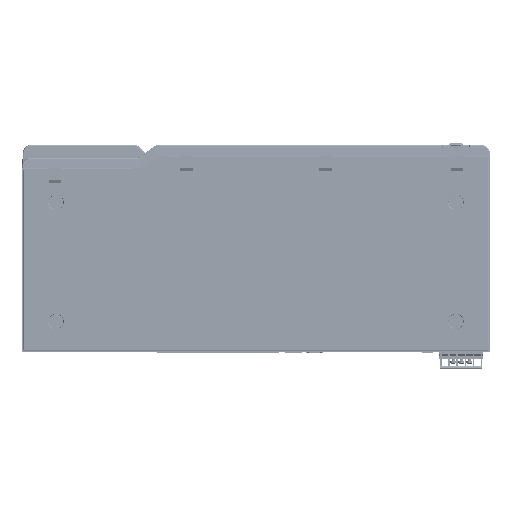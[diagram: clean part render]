
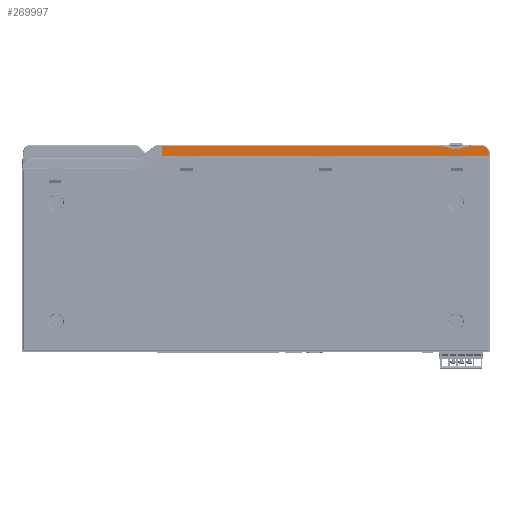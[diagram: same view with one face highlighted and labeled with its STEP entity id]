
A CAD part, front view. The second image highlights one B-rep face of the part: STEP entity #269997.
In plain terms, the highlighted planar face has unit normal (0, -0.999, 0.052).
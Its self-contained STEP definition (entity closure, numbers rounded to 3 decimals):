
#248644=DIRECTION('',(-1.,0.,0.));
#248645=VECTOR('',#248644,307.668);
#248646=CARTESIAN_POINT('',(219.001,0.,
185.));
#248647=LINE('',#248646,#248645);
#248654=CARTESIAN_POINT('',(219.001,0.,
185.));
#251089=DIRECTION('',(1.,0.,0.));
#251090=VECTOR('',#251089,4.967);
#251091=CARTESIAN_POINT('',(195.915,0.409,
192.81));
#251092=LINE('',#251091,#251090);
#251109=DIRECTION('',(-0.01,-0.052,
-0.999));
#251110=VECTOR('',#251109,1.243);
#251111=CARTESIAN_POINT('',(200.895,0.474,
194.052));
#251112=LINE('',#251111,#251110);
#251183=DIRECTION('',(-0.01,0.052,0.999));
#251184=VECTOR('',#251183,1.243);
#251185=CARTESIAN_POINT('',(175.118,0.409,
192.812));
#251186=LINE('',#251185,#251184);
#251199=DIRECTION('',(1.,0.,0.));
#251200=VECTOR('',#251199,4.967);
#251201=CARTESIAN_POINT('',(175.118,0.409,
192.812));
#251202=LINE('',#251201,#251200);
#251476=CARTESIAN_POINT('',(211.88,0.108,
187.058));
#251477=DIRECTION('',(0.,-0.999,0.052));
#251478=DIRECTION('',(0.999,0.003,0.051));
#251479=AXIS2_PLACEMENT_3D('',#251476,#251477,#251478);
#251481=DIRECTION('',(-0.052,0.052,0.997));
#251482=VECTOR('',#251481,2.423);
#251483=CARTESIAN_POINT('',(219.001,0.,
185.));
#251484=LINE('',#251483,#251482);
#251485=CARTESIAN_POINT('',(180.085,0.315,
191.015));
#251486=DIRECTION('',(0.,-0.999,0.052));
#251487=DIRECTION('',(0.389,0.048,0.92));
#251488=AXIS2_PLACEMENT_3D('',#251485,#251486,#251487);
#251490=CARTESIAN_POINT('',(195.216,0.402,
192.669));
#251491=CARTESIAN_POINT('',(192.941,0.352,
191.71));
#251492=CARTESIAN_POINT('',(188.,0.299,
190.711));
#251493=CARTESIAN_POINT('',(183.059,0.352,
191.71));
#251494=CARTESIAN_POINT('',(180.784,0.402,
192.669));
#251496=CARTESIAN_POINT('',(195.915,0.315,
191.015));
#251497=DIRECTION('',(0.,-0.999,0.052));
#251498=DIRECTION('',(0.,0.052,0.999));
#251499=AXIS2_PLACEMENT_3D('',#251496,#251497,#251498);
#251501=DIRECTION('',(1.,0.,0.));
#251502=VECTOR('',#251501,10.991);
#251503=CARTESIAN_POINT('',(200.895,0.474,
194.052));
#251504=LINE('',#251503,#251502);
#255380=DIRECTION('',(0.,0.052,0.999));
#255381=VECTOR('',#255380,9.065);
#255382=CARTESIAN_POINT('',(-88.667,0.,
185.));
#255383=LINE('',#255382,#255381);
#256465=DIRECTION('',(1.,0.,0.));
#256466=VECTOR('',#256465,263.772);
#256467=CARTESIAN_POINT('',(-88.667,0.474,
194.052));
#256468=LINE('',#256467,#256466);
#263435=VERTEX_POINT('',#248654);
#263485=CARTESIAN_POINT('',(-88.667,0.,
185.));
#263486=VERTEX_POINT('',#263485);
#263543=CARTESIAN_POINT('',(218.875,0.127,
187.417));
#263544=VERTEX_POINT('',#263543);
#263605=CARTESIAN_POINT('',(-88.667,0.474,
194.052));
#263606=VERTEX_POINT('',#263605);
#263683=CARTESIAN_POINT('',(211.888,0.474,
194.053));
#263684=VERTEX_POINT('',#263683);
#263685=CARTESIAN_POINT('',(175.105,0.474,
194.052));
#263686=VERTEX_POINT('',#263685);
#263687=CARTESIAN_POINT('',(195.915,0.409,
192.81));
#263688=CARTESIAN_POINT('',(200.882,0.409,
192.812));
#263689=VERTEX_POINT('',#263687);
#263690=VERTEX_POINT('',#263688);
#263764=CARTESIAN_POINT('',(200.895,0.474,
194.052));
#263765=VERTEX_POINT('',#263764);
#263766=CARTESIAN_POINT('',(175.118,0.409,
192.812));
#263767=VERTEX_POINT('',#263766);
#263769=CARTESIAN_POINT('',(195.216,0.402,
192.669));
#263770=VERTEX_POINT('',#263769);
#263871=CARTESIAN_POINT('',(180.085,0.409,
192.81));
#263872=VERTEX_POINT('',#263871);
#263876=VERTEX_POINT('',#251494);
#269972=CARTESIAN_POINT('',(220.,0.,185.));
#269973=DIRECTION('',(0.,0.999,-0.052));
#269974=DIRECTION('',(1.,0.,0.));
#269975=AXIS2_PLACEMENT_3D('',#269972,#269973,#269974);
#269976=PLANE('',#269975);
#269977=ORIENTED_EDGE('',*,*,#269290,.T.);
#269978=ORIENTED_EDGE('',*,*,#269306,.F.);
#269980=ORIENTED_EDGE('',*,*,#269979,.T.);
#269982=ORIENTED_EDGE('',*,*,#269981,.F.);
#269984=ORIENTED_EDGE('',*,*,#269983,.F.);
#269985=ORIENTED_EDGE('',*,*,#267446,.T.);
#269987=ORIENTED_EDGE('',*,*,#269986,.T.);
#269989=ORIENTED_EDGE('',*,*,#269988,.T.);
#269990=ORIENTED_EDGE('',*,*,#269525,.F.);
#269991=ORIENTED_EDGE('',*,*,#269542,.T.);
#269992=ORIENTED_EDGE('',*,*,#269219,.F.);
#269993=ORIENTED_EDGE('',*,*,#269262,.F.);
#269994=ORIENTED_EDGE('',*,*,#269276,.F.);
#269995=EDGE_LOOP('',(#269977,#269978,#269980,#269982,#269984,#269985,#269987,
#269989,#269990,#269991,#269992,#269993,#269994));
#269996=FACE_OUTER_BOUND('',#269995,.F.);
#269997=ADVANCED_FACE('',(#269996),#269976,.F.);
#251480=CIRCLE('',#251479,7.004);
#251489=CIRCLE('',#251488,1.798);
#251495=B_SPLINE_CURVE_WITH_KNOTS('',3,(#251490,#251491,#251492,#251493,
#251494),.UNSPECIFIED.,.F.,.F.,(4,1,4),(0.,0.5,1.),.UNSPECIFIED.);
#251500=CIRCLE('',#251499,1.798);
#267446=EDGE_CURVE('',#263435,#263486,#248647,.T.);
#269219=EDGE_CURVE('',#263876,#263872,#251489,.T.);
#269262=EDGE_CURVE('',#263770,#263876,#251495,.T.);
#269276=EDGE_CURVE('',#263689,#263770,#251500,.T.);
#269290=EDGE_CURVE('',#263689,#263690,#251092,.T.);
#269306=EDGE_CURVE('',#263765,#263690,#251112,.T.);
#269525=EDGE_CURVE('',#263767,#263686,#251186,.T.);
#269542=EDGE_CURVE('',#263767,#263872,#251202,.T.);
#269979=EDGE_CURVE('',#263765,#263684,#251504,.T.);
#269981=EDGE_CURVE('',#263544,#263684,#251480,.T.);
#269983=EDGE_CURVE('',#263435,#263544,#251484,.T.);
#269986=EDGE_CURVE('',#263486,#263606,#255383,.T.);
#269988=EDGE_CURVE('',#263606,#263686,#256468,.T.);
